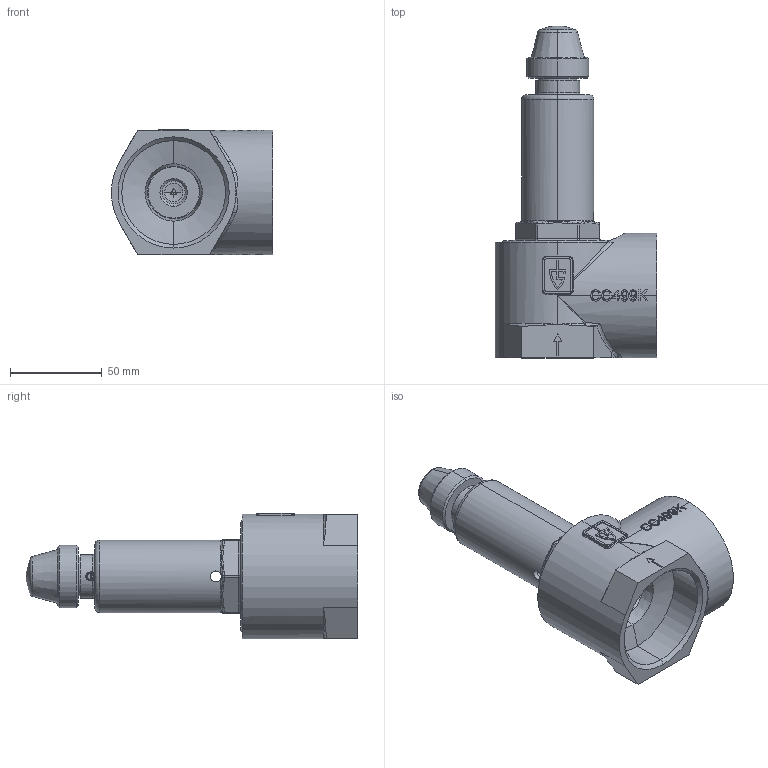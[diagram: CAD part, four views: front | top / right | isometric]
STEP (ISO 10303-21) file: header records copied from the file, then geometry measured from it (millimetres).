
FILE_DESCRIPTION (( 'STEP AP214' ), '1' );
FILE_NAME ('652 2 Dummy.STEP', '2010-08-02T08:51:09', ( '' ), ( '' ), 'SwSTEP 2.0', 'SolidWorks 2010', '' );
FILE_SCHEMA (( 'AUTOMOTIVE_DESIGN' ));
Length unit declared in the file: millimetre
Products named in the file (1): 652 2 Dummy
Bounding box: 88 x 181 x 68.5 mm (x, y, z)
Volume: 156737.4 mm3; surface area: 76275.2 mm2
Topology: 5 solids, 5 shells, 554 faces, 1446 edges, 897 vertices
Faces by surface type: plane 157, cylinder 155, bspline 128, cone 53, torus 43, sphere 18
Entity records: 30122 total; most frequent: CARTESIAN_POINT 11623, ORIENTED_EDGE 2860, DIRECTION 2211, EDGE_CURVE 1430, VERTEX_POINT 897, AXIS2_PLACEMENT_3D 846, EDGE_LOOP 579, UNCERTAINTY_MEASURE_WITH_UNIT 561
